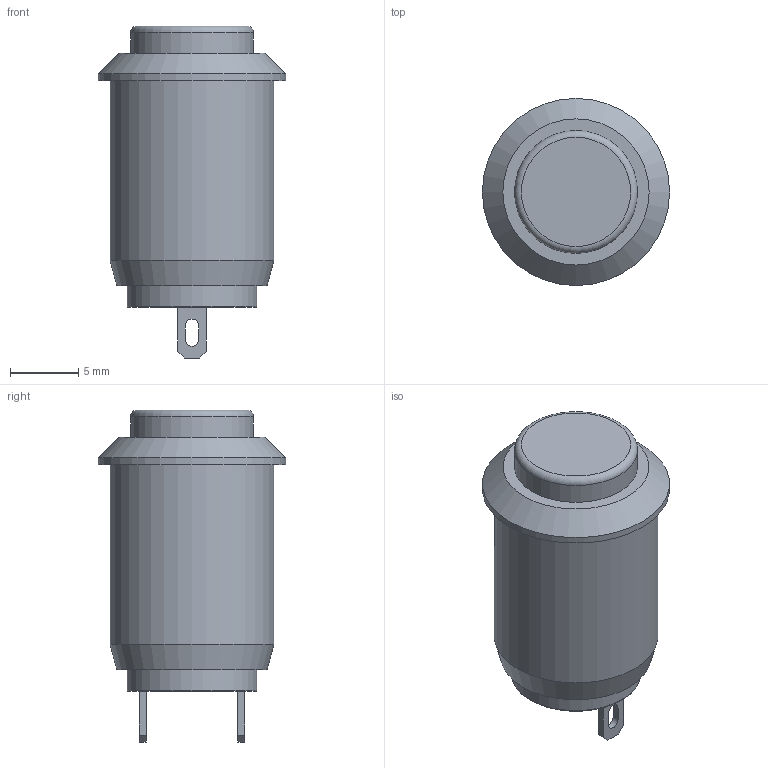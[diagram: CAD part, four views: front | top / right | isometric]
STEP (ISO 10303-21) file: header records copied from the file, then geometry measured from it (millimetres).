
FILE_DESCRIPTION(/* description */ (''),/* implementation_level */ '2;1');
FILE_NAME(/* name */ 'Kiligen_phi12.stp',/* time_stamp */ '2024-09-20T22:48:55+09:00',/* author */ ('qz'),/* organization */ (''),/* preprocessor_version */ 'ST-DEVELOPER v19.2',/* originating_system */ 'Autodesk Inventor 2024',/* authorisation */ '');
FILE_SCHEMA (('AUTOMOTIVE_DESIGN { 1 0 10303 214 3 1 1 }'));
Length unit declared in the file: millimetre
Products named in the file (1): Kiligen_phi12
Bounding box: 13.7 x 13.7 x 24.3 mm (x, y, z)
Volume: 2174.1 mm3; surface area: 1018.8 mm2
Topology: 1 solids, 1 shells, 35 faces, 82 edges, 54 vertices
Faces by surface type: plane 23, cylinder 8, cone 2, torus 2
Full cylindrical faces by diameter (mm): 9 x1, 9.5 x1, 12 x1, 13.7 x1
Entity records: 1098 total; most frequent: DIRECTION 178, CARTESIAN_POINT 172, ORIENTED_EDGE 164, EDGE_CURVE 82, AXIS2_PLACEMENT_3D 60, LINE 58, VECTOR 58, VERTEX_POINT 54
